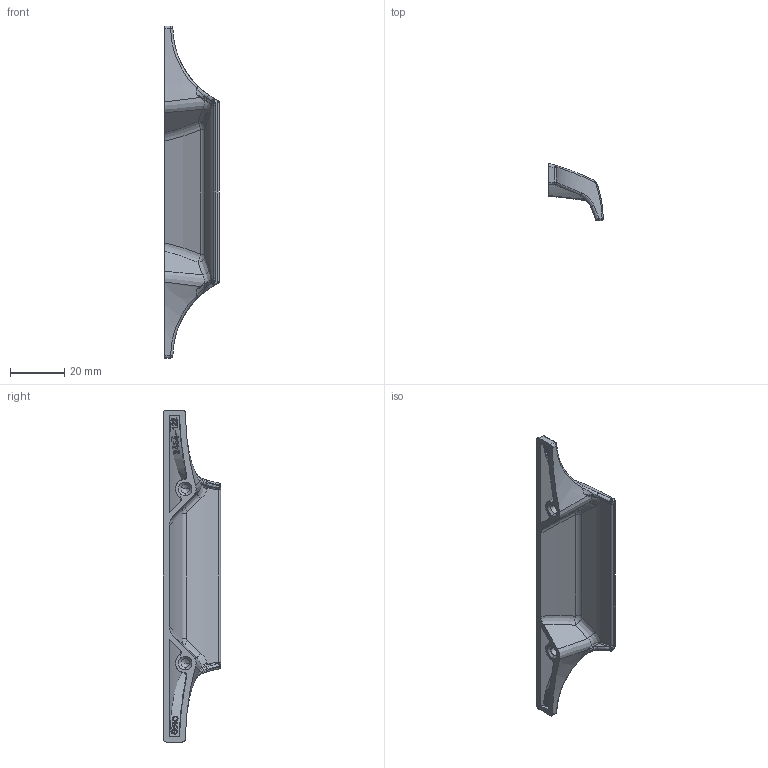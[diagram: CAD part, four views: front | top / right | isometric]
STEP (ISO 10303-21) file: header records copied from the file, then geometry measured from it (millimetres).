
FILE_DESCRIPTION(('Creo Elements/Direct Modeling STEP Export'),'2;1');
FILE_NAME('2454-122.stp','2019-06-19T 8:34:31',(''),(''),'Creo Elements/Direct Modeling STEP processor for AP214 (Solid Model)','Creo Elements/Direct Modeling 20.0 12-Nov-2016 (C) Parametric Technology GmbH','');
FILE_SCHEMA(('AUTOMOTIVE_DESIGN { 1 0 10303 214 1 1 1 1 }'));
Length unit declared in the file: millimetre
Products named in the file (2): ZN-10778
Assembly tree (1 placements, depth 2):
  ZN-10778
    ZN-10778
Bounding box: 20.07 x 21 x 122 mm (x, y, z)
Volume: 8732.8 mm3; surface area: 7663.5 mm2
Topology: 1 solids, 1 shells, 563 faces, 1575 edges, 1030 vertices
Faces by surface type: plane 425, bspline 80, cylinder 40, cone 10, extrusion 6, torus 2
Entity records: 38754 total; most frequent: CARTESIAN_POINT 24298, ORIENTED_EDGE 3138, DIRECTION 3109, EDGE_CURVE 1569, AXIS2_PLACEMENT_3D 1327, VERTEX_POINT 1030, ELLIPSE 830, EDGE_LOOP 585
